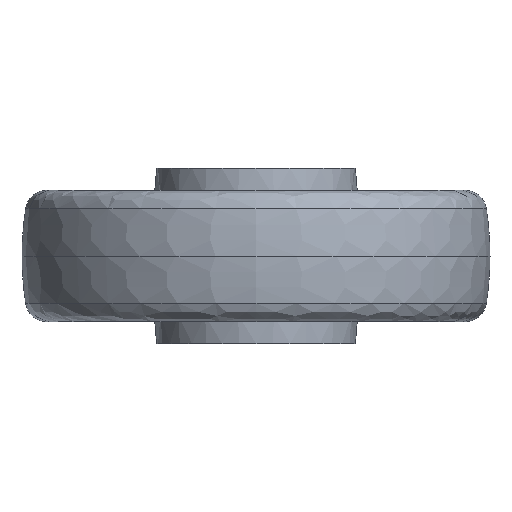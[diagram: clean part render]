
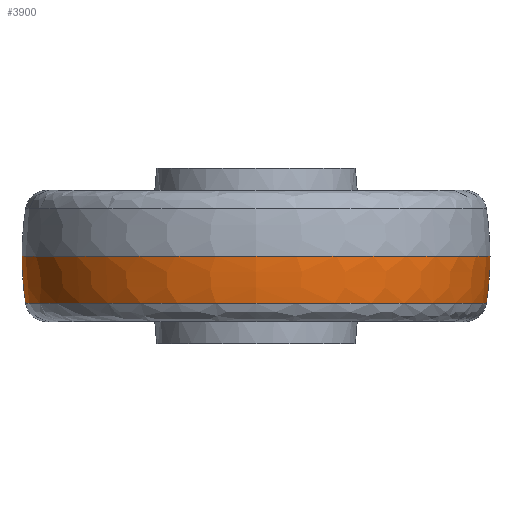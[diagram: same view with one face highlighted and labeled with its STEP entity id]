
A CAD part, front view. The second image highlights one B-rep face of the part: STEP entity #3900.
In plain terms, the highlighted toroidal (fillet/blend) face has major radius 25 mm and minor radius 105 mm.
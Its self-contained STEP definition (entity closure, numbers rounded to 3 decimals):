
#132 = DIRECTION ( 'NONE',  ( 0., 0., 1. ) ) ;
#152 = AXIS2_PLACEMENT_3D ( 'NONE', #2959, #3250, #344 ) ;
#250 = FACE_OUTER_BOUND ( 'NONE', #2493, .T. ) ;
#341 = EDGE_CURVE ( 'NONE', #1466, #3042, #2596, .T. ) ;
#344 = DIRECTION ( 'NONE',  ( -1., 0., 0. ) ) ;
#364 = EDGE_CURVE ( 'NONE', #2476, #3724, #2808, .T. ) ;
#424 = ORIENTED_EDGE ( 'NONE', *, *, #364, .F. ) ;
#533 = CARTESIAN_POINT ( 'NONE',  ( 106.772, 12.721, 0. ) ) ;
#1155 = TOROIDAL_SURFACE ( 'NONE', #3540, -25., 105. ) ;
#1249 = CARTESIAN_POINT ( 'NONE',  ( 105.56, 12.721, -16.094 ) ) ;
#1319 = AXIS2_PLACEMENT_3D ( 'NONE', #1729, #3301, #4032 ) ;
#1333 = ORIENTED_EDGE ( 'NONE', *, *, #2860, .F. ) ;
#1466 = VERTEX_POINT ( 'NONE', #1249 ) ;
#1499 = CIRCLE ( 'NONE', #3746, 78.788 ) ;
#1559 = ORIENTED_EDGE ( 'NONE', *, *, #341, .T. ) ;
#1631 = DIRECTION ( 'NONE',  ( 0., -1., 0. ) ) ;
#1729 = CARTESIAN_POINT ( 'NONE',  ( 26.772, 12.721, 0. ) ) ;
#1945 = CARTESIAN_POINT ( 'NONE',  ( -53.228, 12.721, 0. ) ) ;
#2104 = ORIENTED_EDGE ( 'NONE', *, *, #3352, .T. ) ;
#2330 = CIRCLE ( 'NONE', #1319, 80. ) ;
#2476 = VERTEX_POINT ( 'NONE', #2630 ) ;
#2493 = EDGE_LOOP ( 'NONE', ( #424, #2104, #1559, #1333 ) ) ;
#2596 = CIRCLE ( 'NONE', #4241, 105. ) ;
#2630 = CARTESIAN_POINT ( 'NONE',  ( -52.016, 12.721, -16.094 ) ) ;
#2808 = CIRCLE ( 'NONE', #152, 105. ) ;
#2860 = EDGE_CURVE ( 'NONE', #3724, #3042, #2330, .T. ) ;
#2959 = CARTESIAN_POINT ( 'NONE',  ( 51.772, 12.721, -0.186 ) ) ;
#3042 = VERTEX_POINT ( 'NONE', #533 ) ;
#3209 = DIRECTION ( 'NONE',  ( 1., 0., 0. ) ) ;
#3250 = DIRECTION ( 'NONE',  ( 0., 1., 0. ) ) ;
#3301 = DIRECTION ( 'NONE',  ( 0., 0., 1. ) ) ;
#3318 = CARTESIAN_POINT ( 'NONE',  ( 1.772, 12.721, -0.186 ) ) ;
#3352 = EDGE_CURVE ( 'NONE', #2476, #1466, #1499, .T. ) ;
#3354 = CARTESIAN_POINT ( 'NONE',  ( 26.772, 12.721, -16.094 ) ) ;
#3540 = AXIS2_PLACEMENT_3D ( 'NONE', #3845, #3603, #3209 ) ;
#3602 = DIRECTION ( 'NONE',  ( 1., 0., 0. ) ) ;
#3603 = DIRECTION ( 'NONE',  ( 0., 0., 1. ) ) ;
#3645 = DIRECTION ( 'NONE',  ( 0., 0., -1. ) ) ;
#3724 = VERTEX_POINT ( 'NONE', #1945 ) ;
#3746 = AXIS2_PLACEMENT_3D ( 'NONE', #3354, #132, #3602 ) ;
#3845 = CARTESIAN_POINT ( 'NONE',  ( 26.772, 12.721, -0.186 ) ) ;
#3900 = ADVANCED_FACE ( 'NONE', ( #250 ), #1155, .T. ) ;
#4032 = DIRECTION ( 'NONE',  ( 1., 0., 0. ) ) ;
#4241 = AXIS2_PLACEMENT_3D ( 'NONE', #3318, #1631, #3645 ) ;
